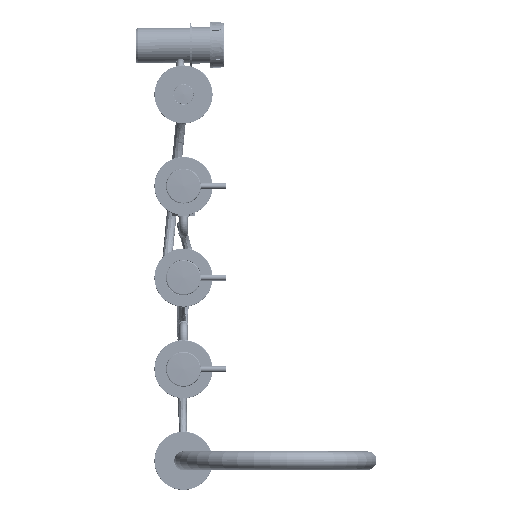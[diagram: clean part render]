
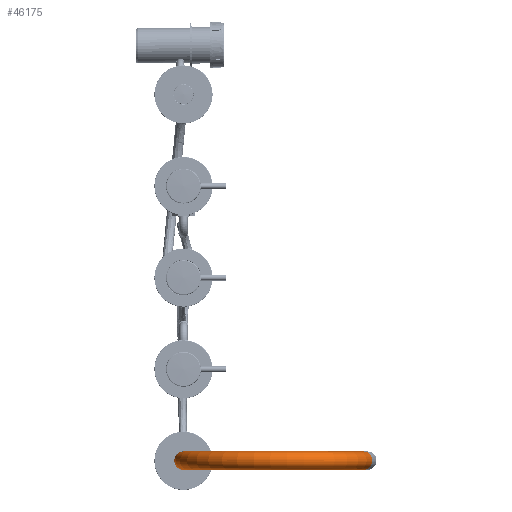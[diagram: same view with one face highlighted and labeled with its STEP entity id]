
A CAD part, top view. The second image highlights one B-rep face of the part: STEP entity #46175.
In plain terms, the highlighted toroidal (fillet/blend) face has major radius 110 mm and minor radius 11 mm.
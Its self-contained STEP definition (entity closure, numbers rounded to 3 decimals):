
#5327=TOROIDAL_SURFACE('',#69422,110.,11.);
#12731=ORIENTED_EDGE('',*,*,#23338,.F.);
#12732=ORIENTED_EDGE('',*,*,#23339,.T.);
#23338=EDGE_CURVE('',#29040,#29040,#33026,.T.);
#23339=EDGE_CURVE('',#29041,#29041,#33027,.T.);
#29040=VERTEX_POINT('',#95749);
#29041=VERTEX_POINT('',#95752);
#33026=CIRCLE('',#69421,11.);
#33027=CIRCLE('',#69423,11.);
#36741=EDGE_LOOP('',(#12731));
#36742=EDGE_LOOP('',(#12732));
#41674=FACE_BOUND('',#36741,.T.);
#41675=FACE_BOUND('',#36742,.T.);
#46175=ADVANCED_FACE('',(#41674,#41675),#5327,.T.);
#69421=AXIS2_PLACEMENT_3D('',#95748,#78491,#78492);
#69422=AXIS2_PLACEMENT_3D('',#95750,#78493,#78494);
#69423=AXIS2_PLACEMENT_3D('',#95751,#78495,#78496);
#78491=DIRECTION('',(0.259,-0.966,0.));
#78492=DIRECTION('',(0.,0.,1.));
#78493=DIRECTION('',(0.,0.,-1.));
#78494=DIRECTION('',(-1.,0.,0.));
#78495=DIRECTION('',(0.,1.,0.));
#78496=DIRECTION('',(0.,0.,1.));
#95748=CARTESIAN_POINT('',(216.252,164.87,0.));
#95749=CARTESIAN_POINT('',(216.252,164.87,11.));
#95750=CARTESIAN_POINT('',(110.,136.4,0.));
#95751=CARTESIAN_POINT('',(0.,136.4,0.));
#95752=CARTESIAN_POINT('',(0.,136.4,11.));
